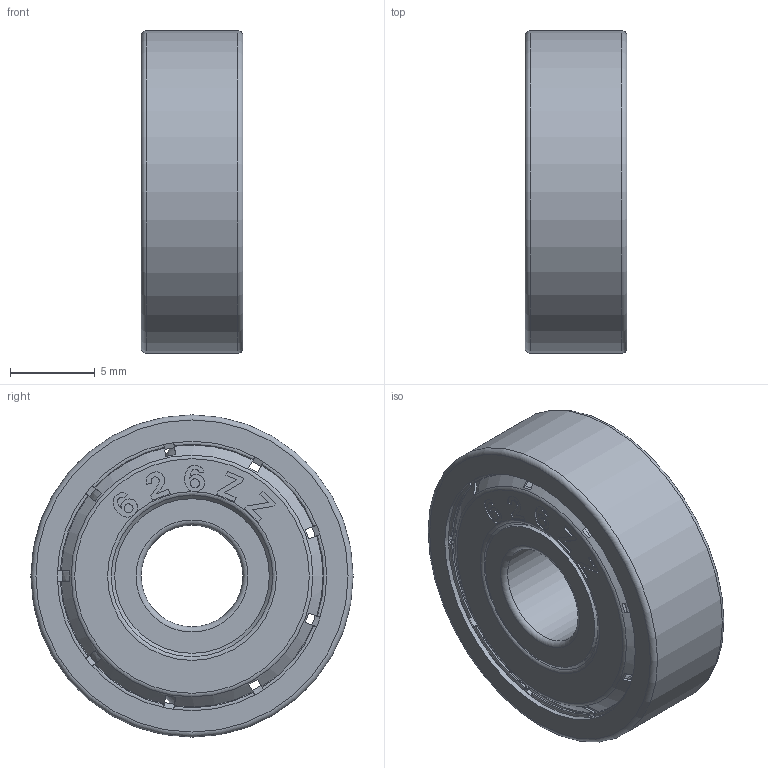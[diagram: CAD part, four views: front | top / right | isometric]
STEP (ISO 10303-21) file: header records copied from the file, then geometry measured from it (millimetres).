
FILE_DESCRIPTION(('STEP AP242'), '1');
FILE_NAME('Bearing 626ZZ', '', ('UNSPECIFIED'), ('UNSPECIFIED'), 'C3D Converter', 'C3D Toolkit', '');
FILE_SCHEMA(('AP242_MANAGED_MODEL_BASED_3D_ENGINEERING_MIM_LF { 1 0 10303 442 1 1 4 }'));
Length unit declared in the file: millimetre
Products named in the file (5): Bearing 626ZZ; Outer_Ring; Shield; Balls; Cage
Assembly tree (4 placements, depth 2):
  Bearing 626ZZ
    Outer_Ring
    Shield
    Balls
    Cage
Bounding box: 6 x 19 x 19 mm (x, y, z)
Volume: 1046.6 mm3; surface area: 2641.7 mm2
Topology: 13 solids, 13 shells, 444 faces, 1342 edges, 920 vertices
Faces by surface type: plane 152, torus 114, bspline 106, cylinder 32, sphere 24, cone 16
Full cylindrical faces by diameter (mm): 6 x1, 8.697 x4, 9.114 x2, 9.714 x2, 15.286 x2, 15.886 x2, 16.303 x2, 19 x1
Entity records: 42344 total; most frequent: CARTESIAN_POINT 31639, ORIENTED_EDGE 2420, DIRECTION 1596, EDGE_CURVE 1210, VERTEX_POINT 872, AXIS2_PLACEMENT_3D 643, B_SPLINE_CURVE_WITH_KNOTS 600, EDGE_LOOP 550
